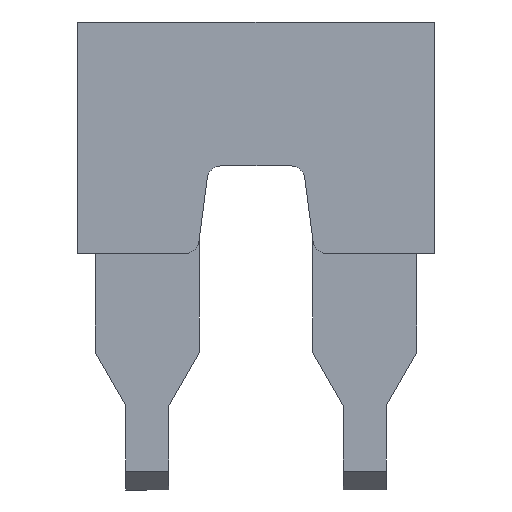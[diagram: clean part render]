
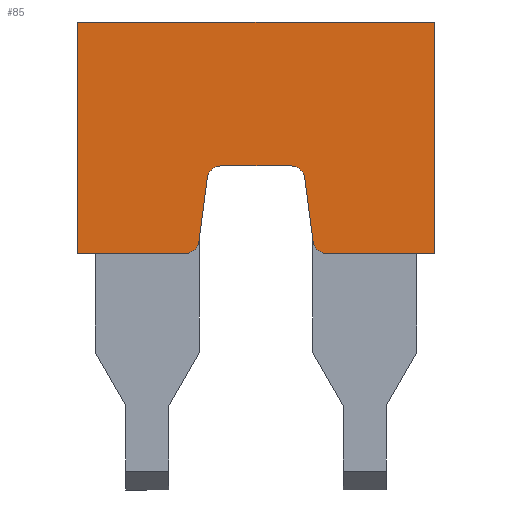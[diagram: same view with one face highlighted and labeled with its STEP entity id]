
A CAD part, left-side view. The second image highlights one B-rep face of the part: STEP entity #85.
In plain terms, the highlighted planar face has unit normal (-1, 0, 0).
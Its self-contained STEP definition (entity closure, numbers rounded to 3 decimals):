
#51=PLANE('',#816);
#85=ADVANCED_FACE('',(#129),#51,.F.);
#129=FACE_OUTER_BOUND('',#167,.T.);
#167=EDGE_LOOP('',(#274,#275,#276,#277,#278,#279,#280,#281,#282,#283,#284,
#285));
#195=CIRCLE('',#796,1.);
#197=CIRCLE('',#799,1.);
#202=CIRCLE('',#814,1.);
#203=CIRCLE('',#815,1.);
#274=ORIENTED_EDGE('',*,*,#506,.F.);
#275=ORIENTED_EDGE('',*,*,#497,.T.);
#276=ORIENTED_EDGE('',*,*,#540,.F.);
#277=ORIENTED_EDGE('',*,*,#546,.T.);
#278=ORIENTED_EDGE('',*,*,#531,.F.);
#279=ORIENTED_EDGE('',*,*,#547,.T.);
#280=ORIENTED_EDGE('',*,*,#528,.F.);
#281=ORIENTED_EDGE('',*,*,#501,.T.);
#282=ORIENTED_EDGE('',*,*,#522,.F.);
#283=ORIENTED_EDGE('',*,*,#515,.F.);
#284=ORIENTED_EDGE('',*,*,#512,.F.);
#285=ORIENTED_EDGE('',*,*,#509,.F.);
#423=VERTEX_POINT('',#1046);
#425=VERTEX_POINT('',#1050);
#427=VERTEX_POINT('',#1055);
#429=VERTEX_POINT('',#1059);
#434=VERTEX_POINT('',#1071);
#436=VERTEX_POINT('',#1077);
#438=VERTEX_POINT('',#1083);
#440=VERTEX_POINT('',#1089);
#450=VERTEX_POINT('',#1114);
#452=VERTEX_POINT('',#1120);
#453=VERTEX_POINT('',#1121);
#461=VERTEX_POINT('',#1138);
#497=EDGE_CURVE('',#423,#425,#195,.T.);
#501=EDGE_CURVE('',#427,#429,#197,.T.);
#506=EDGE_CURVE('',#423,#434,#610,.T.);
#509=EDGE_CURVE('',#434,#436,#613,.T.);
#512=EDGE_CURVE('',#436,#438,#616,.T.);
#515=EDGE_CURVE('',#438,#440,#619,.T.);
#522=EDGE_CURVE('',#440,#429,#626,.T.);
#528=EDGE_CURVE('',#427,#450,#632,.T.);
#531=EDGE_CURVE('',#452,#453,#635,.T.);
#540=EDGE_CURVE('',#461,#425,#644,.T.);
#546=EDGE_CURVE('',#461,#453,#202,.T.);
#547=EDGE_CURVE('',#452,#450,#203,.T.);
#610=LINE('',#1070,#706);
#613=LINE('',#1076,#709);
#616=LINE('',#1082,#712);
#619=LINE('',#1088,#715);
#626=LINE('',#1102,#722);
#632=LINE('',#1113,#728);
#635=LINE('',#1119,#731);
#644=LINE('',#1139,#740);
#706=VECTOR('',#867,1.);
#709=VECTOR('',#872,1.);
#712=VECTOR('',#877,1.);
#715=VECTOR('',#882,1.);
#722=VECTOR('',#891,1.);
#728=VECTOR('',#899,1.);
#731=VECTOR('',#904,1.);
#740=VECTOR('',#915,1.);
#796=AXIS2_PLACEMENT_3D('',#1051,#851,#852);
#799=AXIS2_PLACEMENT_3D('',#1060,#859,#860);
#814=AXIS2_PLACEMENT_3D('',#1147,#929,#930);
#815=AXIS2_PLACEMENT_3D('',#1148,#931,#932);
#816=AXIS2_PLACEMENT_3D('',#1149,#933,#934);
#851=DIRECTION('',(-1.,0.,0.));
#852=DIRECTION('',(0.,1.,0.));
#859=DIRECTION('',(-1.,0.,0.));
#860=DIRECTION('',(0.,1.,0.));
#867=DIRECTION('',(0.,1.,0.));
#872=DIRECTION('',(0.,0.,1.));
#877=DIRECTION('',(0.,-1.,0.));
#882=DIRECTION('',(0.,0.,-1.));
#891=DIRECTION('',(0.,1.,0.));
#899=DIRECTION('',(0.,0.131,0.991));
#904=DIRECTION('',(0.,1.,0.));
#915=DIRECTION('',(0.,0.131,-0.991));
#929=DIRECTION('',(1.,0.,0.));
#930=DIRECTION('',(0.,1.,0.));
#931=DIRECTION('',(1.,0.,0.));
#932=DIRECTION('',(0.,1.,0.));
#933=DIRECTION('',(1.,0.,0.));
#934=DIRECTION('',(0.,1.,0.));
#1046=CARTESIAN_POINT('',(-3.1,5.233,17.58));
#1050=CARTESIAN_POINT('',(-3.1,4.241,18.449));
#1051=CARTESIAN_POINT('',(-3.1,5.233,18.58));
#1055=CARTESIAN_POINT('',(-3.1,-4.241,18.449));
#1059=CARTESIAN_POINT('',(-3.1,-5.233,17.58));
#1060=CARTESIAN_POINT('',(-3.1,-5.233,18.58));
#1070=CARTESIAN_POINT('',(-3.1,4.356,17.58));
#1071=CARTESIAN_POINT('',(-3.1,13.25,17.58));
#1076=CARTESIAN_POINT('',(-3.1,13.25,17.58));
#1077=CARTESIAN_POINT('',(-3.1,13.25,34.78));
#1082=CARTESIAN_POINT('',(-3.1,13.25,34.78));
#1083=CARTESIAN_POINT('',(-3.1,-13.25,34.78));
#1088=CARTESIAN_POINT('',(-3.1,-13.25,34.78));
#1089=CARTESIAN_POINT('',(-3.1,-13.25,17.58));
#1102=CARTESIAN_POINT('',(-3.1,-13.25,17.58));
#1113=CARTESIAN_POINT('',(-3.1,-4.356,17.58));
#1114=CARTESIAN_POINT('',(-3.1,-3.614,23.211));
#1119=CARTESIAN_POINT('',(-3.1,-3.5,24.08));
#1120=CARTESIAN_POINT('',(-3.1,-2.623,24.08));
#1121=CARTESIAN_POINT('',(-3.1,2.623,24.08));
#1138=CARTESIAN_POINT('',(-3.1,3.614,23.211));
#1139=CARTESIAN_POINT('',(-3.1,3.5,24.08));
#1147=CARTESIAN_POINT('',(-3.1,2.623,23.08));
#1148=CARTESIAN_POINT('',(-3.1,-2.623,23.08));
#1149=CARTESIAN_POINT('',(-3.1,0.,0.));
